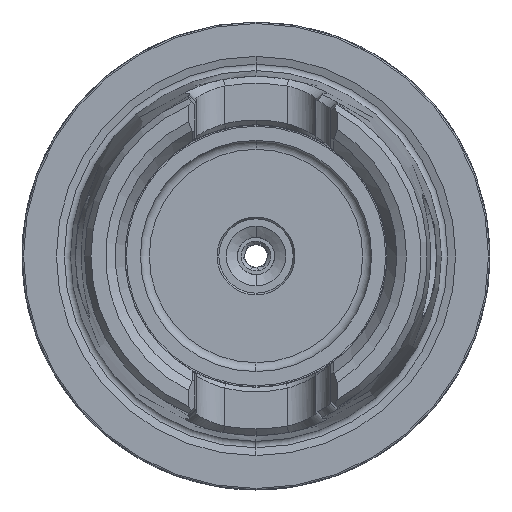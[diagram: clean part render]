
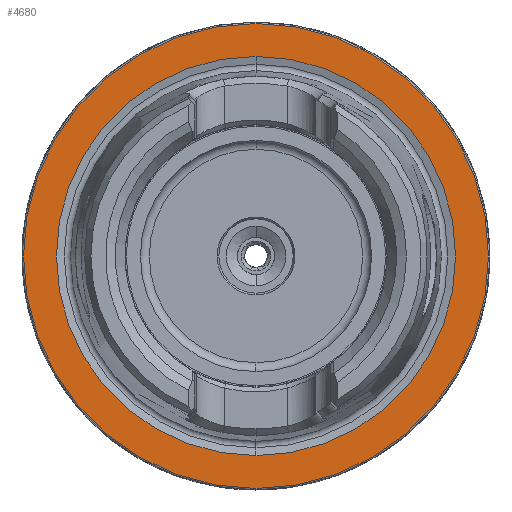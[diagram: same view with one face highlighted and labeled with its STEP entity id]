
A CAD part, left-side view. The second image highlights one B-rep face of the part: STEP entity #4680.
In plain terms, the highlighted planar face has unit normal (-1, 0, 0).
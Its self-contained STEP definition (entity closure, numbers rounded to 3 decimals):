
#88 = ORIENTED_EDGE ( 'NONE', *, *, #1313, .F. ) ;
#303 = EDGE_CURVE ( 'NONE', #820, #7505, #7897, .T. ) ;
#820 = VERTEX_POINT ( 'NONE', #7583 ) ;
#1313 = EDGE_CURVE ( 'NONE', #2887, #4338, #2374, .T. ) ;
#1819 = CIRCLE ( 'NONE', #2081, 26.85 ) ;
#2002 = CARTESIAN_POINT ( 'NONE',  ( 0., 0., 0. ) ) ;
#2081 = AXIS2_PLACEMENT_3D ( 'NONE', #3114, #3081, #3065 ) ;
#2229 = CARTESIAN_POINT ( 'NONE',  ( 0., 0., 26.85 ) ) ;
#2374 = CIRCLE ( 'NONE', #6996, 26.85 ) ;
#2887 = VERTEX_POINT ( 'NONE', #2229 ) ;
#3006 = DIRECTION ( 'NONE',  ( -1., 0., 0. ) ) ;
#3065 = DIRECTION ( 'NONE',  ( 0., 0., 1. ) ) ;
#3081 = DIRECTION ( 'NONE',  ( -1., 0., 0. ) ) ;
#3114 = CARTESIAN_POINT ( 'NONE',  ( 0., 0., 0. ) ) ;
#4338 = VERTEX_POINT ( 'NONE', #5927 ) ;
#4388 = AXIS2_PLACEMENT_3D ( 'NONE', #6864, #6588, #6579 ) ;
#4399 = FACE_BOUND ( 'NONE', #10082, .T. ) ;
#4680 = ADVANCED_FACE ( 'NONE', ( #4399, #6386 ), #6819, .F. ) ;
#4843 = ORIENTED_EDGE ( 'NONE', *, *, #303, .T. ) ;
#4896 = CARTESIAN_POINT ( 'NONE',  ( 0., 0., 31.275 ) ) ;
#4922 = DIRECTION ( 'NONE',  ( 0., 0., 1. ) ) ;
#4989 = ORIENTED_EDGE ( 'NONE', *, *, #7804, .F. ) ;
#5927 = CARTESIAN_POINT ( 'NONE',  ( 0., 0., -26.85 ) ) ;
#6054 = EDGE_LOOP ( 'NONE', ( #9163, #4843 ) ) ;
#6059 = CARTESIAN_POINT ( 'NONE',  ( 0., 0., 0. ) ) ;
#6386 = FACE_OUTER_BOUND ( 'NONE', #6054, .T. ) ;
#6576 = AXIS2_PLACEMENT_3D ( 'NONE', #2002, #3006, #4922 ) ;
#6579 = DIRECTION ( 'NONE',  ( 0., 0., -1. ) ) ;
#6588 = DIRECTION ( 'NONE',  ( 1., 0., 0. ) ) ;
#6679 = EDGE_CURVE ( 'NONE', #7505, #820, #10927, .T. ) ;
#6819 = PLANE ( 'NONE',  #4388 ) ;
#6864 = CARTESIAN_POINT ( 'NONE',  ( 0., 31.275, 0. ) ) ;
#6996 = AXIS2_PLACEMENT_3D ( 'NONE', #6059, #8337, #9982 ) ;
#7505 = VERTEX_POINT ( 'NONE', #4896 ) ;
#7583 = CARTESIAN_POINT ( 'NONE',  ( 0., 0., -31.275 ) ) ;
#7804 = EDGE_CURVE ( 'NONE', #4338, #2887, #1819, .T. ) ;
#7897 = CIRCLE ( 'NONE', #6576, 31.275 ) ;
#8182 = AXIS2_PLACEMENT_3D ( 'NONE', #9233, #9205, #8835 ) ;
#8337 = DIRECTION ( 'NONE',  ( -1., 0., 0. ) ) ;
#8835 = DIRECTION ( 'NONE',  ( 0., 0., 1. ) ) ;
#9163 = ORIENTED_EDGE ( 'NONE', *, *, #6679, .T. ) ;
#9205 = DIRECTION ( 'NONE',  ( -1., 0., 0. ) ) ;
#9233 = CARTESIAN_POINT ( 'NONE',  ( 0., 0., 0. ) ) ;
#9982 = DIRECTION ( 'NONE',  ( 0., 0., 1. ) ) ;
#10082 = EDGE_LOOP ( 'NONE', ( #88, #4989 ) ) ;
#10927 = CIRCLE ( 'NONE', #8182, 31.275 ) ;
